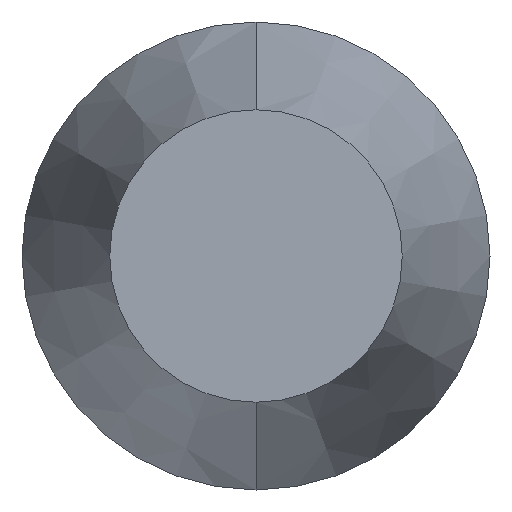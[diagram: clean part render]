
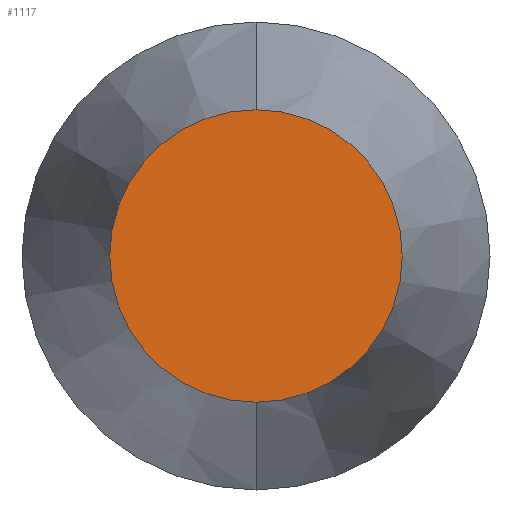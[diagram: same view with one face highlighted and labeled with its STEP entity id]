
A CAD part, front view. The second image highlights one B-rep face of the part: STEP entity #1117.
In plain terms, the highlighted planar face has unit normal (0, -1, 0).
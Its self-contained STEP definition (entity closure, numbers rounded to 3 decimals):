
#12 = DIRECTION ( 'NONE',  ( 0., 0., -1. ) ) ;
#184 = CARTESIAN_POINT ( 'NONE',  ( 0., 0., -5. ) ) ;
#186 = ORIENTED_EDGE ( 'NONE', *, *, #782, .T. ) ;
#208 = CARTESIAN_POINT ( 'NONE',  ( 0., 0., 0. ) ) ;
#233 = DIRECTION ( 'NONE',  ( 0., -1., 0. ) ) ;
#270 = AXIS2_PLACEMENT_3D ( 'NONE', #208, #1106, #12 ) ;
#271 = CIRCLE ( 'NONE', #270, 5. ) ;
#338 = CIRCLE ( 'NONE', #644, 5. ) ;
#407 = ORIENTED_EDGE ( 'NONE', *, *, #675, .T. ) ;
#476 = VERTEX_POINT ( 'NONE', #184 ) ;
#581 = PLANE ( 'NONE',  #1230 ) ;
#628 = VERTEX_POINT ( 'NONE', #989 ) ;
#644 = AXIS2_PLACEMENT_3D ( 'NONE', #1218, #233, #914 ) ;
#675 = EDGE_CURVE ( 'NONE', #628, #476, #271, .T. ) ;
#766 = DIRECTION ( 'NONE',  ( 0., -1., 0. ) ) ;
#782 = EDGE_CURVE ( 'NONE', #476, #628, #338, .T. ) ;
#863 = DIRECTION ( 'NONE',  ( 0., 0., -1. ) ) ;
#914 = DIRECTION ( 'NONE',  ( 0., 0., -1. ) ) ;
#917 = EDGE_LOOP ( 'NONE', ( #407, #186 ) ) ;
#989 = CARTESIAN_POINT ( 'NONE',  ( 0., 0., 5. ) ) ;
#1052 = CARTESIAN_POINT ( 'NONE',  ( 5., 0., 0. ) ) ;
#1106 = DIRECTION ( 'NONE',  ( 0., -1., 0. ) ) ;
#1117 = ADVANCED_FACE ( 'NONE', ( #1145 ), #581, .T. ) ;
#1145 = FACE_OUTER_BOUND ( 'NONE', #917, .T. ) ;
#1218 = CARTESIAN_POINT ( 'NONE',  ( 0., 0., 0. ) ) ;
#1230 = AXIS2_PLACEMENT_3D ( 'NONE', #1052, #766, #863 ) ;
